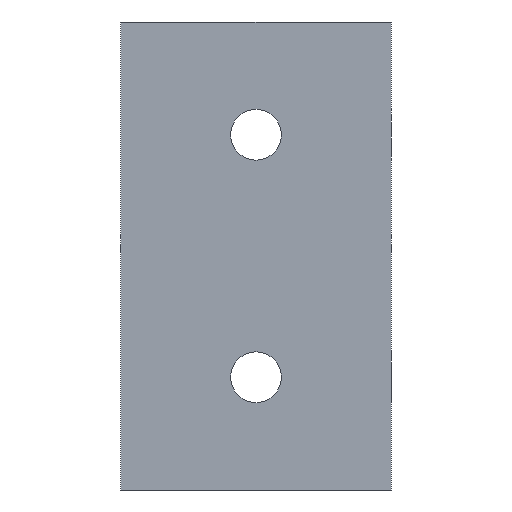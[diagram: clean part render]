
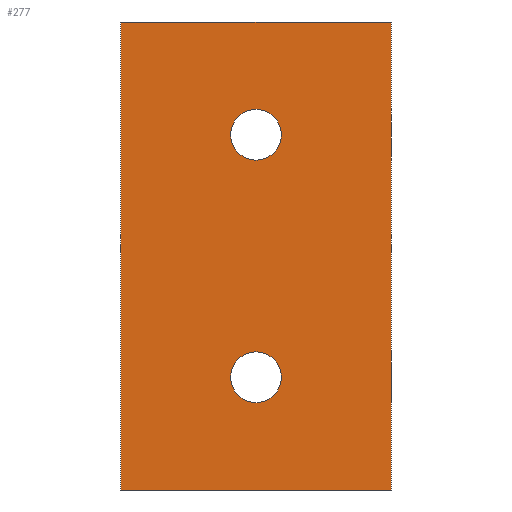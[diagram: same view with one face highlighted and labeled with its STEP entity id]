
A CAD part, front view. The second image highlights one B-rep face of the part: STEP entity #277.
In plain terms, the highlighted planar face has unit normal (0, -1, 0).
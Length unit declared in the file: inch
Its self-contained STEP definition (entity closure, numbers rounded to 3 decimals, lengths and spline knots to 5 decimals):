
#21=FACE_BOUND('',#64,.T.);
#22=FACE_BOUND('',#65,.T.);
#29=PLANE('',#325);
#43=FACE_OUTER_BOUND('',#63,.T.);
#63=EDGE_LOOP('',(#245,#246,#247,#248));
#64=EDGE_LOOP('',(#249));
#65=EDGE_LOOP('',(#250));
#78=LINE('',#451,#102);
#83=LINE('',#465,#107);
#89=LINE('',#476,#113);
#90=LINE('',#478,#114);
#102=VECTOR('',#374,0.3937);
#107=VECTOR('',#387,0.3937);
#113=VECTOR('',#399,0.3937);
#114=VECTOR('',#402,0.3937);
#116=CIRCLE('',#303,0.28125);
#118=CIRCLE('',#306,0.28125);
#128=VERTEX_POINT('',#409);
#130=VERTEX_POINT('',#415);
#142=VERTEX_POINT('',#448);
#143=VERTEX_POINT('',#450);
#148=VERTEX_POINT('',#464);
#150=VERTEX_POINT('',#474);
#153=EDGE_CURVE('',#128,#128,#116,.T.);
#156=EDGE_CURVE('',#130,#130,#118,.T.);
#172=EDGE_CURVE('',#142,#143,#78,.T.);
#179=EDGE_CURVE('',#148,#143,#83,.T.);
#185=EDGE_CURVE('',#142,#150,#89,.T.);
#186=EDGE_CURVE('',#148,#150,#90,.T.);
#245=ORIENTED_EDGE('',*,*,#185,.T.);
#246=ORIENTED_EDGE('',*,*,#186,.F.);
#247=ORIENTED_EDGE('',*,*,#179,.T.);
#248=ORIENTED_EDGE('',*,*,#172,.F.);
#249=ORIENTED_EDGE('',*,*,#153,.T.);
#250=ORIENTED_EDGE('',*,*,#156,.T.);
#277=ADVANCED_FACE('',(#43,#21,#22),#29,.T.);
#303=AXIS2_PLACEMENT_3D('',#411,#334,#335);
#306=AXIS2_PLACEMENT_3D('',#417,#341,#342);
#325=AXIS2_PLACEMENT_3D('',#477,#400,#401);
#334=DIRECTION('center_axis',(0.,1.,0.));
#335=DIRECTION('ref_axis',(1.,0.,0.));
#341=DIRECTION('center_axis',(0.,1.,0.));
#342=DIRECTION('ref_axis',(1.,0.,0.));
#374=DIRECTION('',(-1.,0.,0.));
#387=DIRECTION('',(0.,0.,-1.));
#399=DIRECTION('',(0.,0.,1.));
#400=DIRECTION('center_axis',(0.,-1.,0.));
#401=DIRECTION('ref_axis',(1.,0.,0.));
#402=DIRECTION('',(1.,0.,0.));
#409=CARTESIAN_POINT('',(-1.28177,-0.54772,1.344));
#411=CARTESIAN_POINT('Origin',(-1.00052,-0.54772,1.344));
#415=CARTESIAN_POINT('',(-1.28177,-0.54772,-1.344));
#417=CARTESIAN_POINT('Origin',(-1.00052,-0.54772,-1.344));
#448=CARTESIAN_POINT('',(0.49948,-0.54772,-2.594));
#450=CARTESIAN_POINT('',(-2.50052,-0.54772,-2.594));
#451=CARTESIAN_POINT('',(-2.50052,-0.54772,-2.594));
#464=CARTESIAN_POINT('',(-2.50052,-0.54772,2.594));
#465=CARTESIAN_POINT('',(-2.50052,-0.54772,0.));
#474=CARTESIAN_POINT('',(0.49948,-0.54772,2.594));
#476=CARTESIAN_POINT('',(0.49948,-0.54772,0.));
#477=CARTESIAN_POINT('Origin',(-2.50052,-0.54772,0.));
#478=CARTESIAN_POINT('',(-2.50052,-0.54772,2.594));
